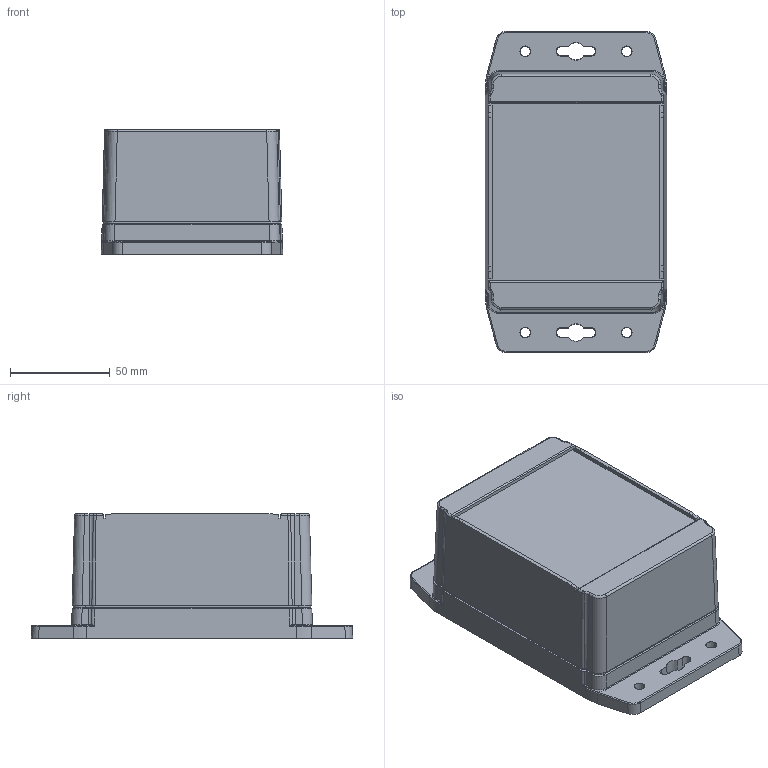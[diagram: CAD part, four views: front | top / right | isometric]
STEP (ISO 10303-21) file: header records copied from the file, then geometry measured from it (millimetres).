
FILE_DESCRIPTION(/* description */ (''),/* implementation_level */ '2;1');
FILE_NAME(/* name */ '1555FF42.iam.stp',/* time_stamp */ '2016-01-06T07:40:12-05:00',/* author */ ('rboehler'),/* organization */ (''),/* preprocessor_version */ 'ST-DEVELOPER v16.1',/* originating_system */ 'Autodesk Inventor 2016',/* authorisation */ '');
FILE_SCHEMA (('AUTOMOTIVE_DESIGN { 1 0 10303 214 3 1 1 }'));
Products named in the file (5): 1555FF LID; 1555FF42 BOX; SC576 (screw M4-0.7X 20mm PN); IN-M4 (insert M4-0.7X5.75mm SS); 1555FF42
Assembly tree (10 placements, depth 2):
  1555FF42
    1555FF LID
    1555FF42 BOX
    SC576 (screw M4-0.7X 20mm PN)  x4
    IN-M4 (insert M4-0.7X5.75mm SS)  x4
Bounding box: 90.79 x 160.79 x 62.5 mm (x, y, z)
Volume: 171924.7 mm3; surface area: 118108.6 mm2
Topology: 10 solids, 10 shells, 1362 faces, 3390 edges, 2119 vertices
Faces by surface type: plane 629, cylinder 251, cone 198, bspline 160, sphere 64, torus 60
Full cylindrical faces by diameter (mm): 3.251 x4, 3.43 x4, 3.5 x4, 3.88 x4, 5.334 x4, 5.537 x8, 6.35 x8, 8.5 x4
Entity records: 39009 total; most frequent: CARTESIAN_POINT 10711, ORIENTED_EDGE 5862, DIRECTION 5634, EDGE_CURVE 2931, AXIS2_PLACEMENT_3D 1999, VERTEX_POINT 1884, LINE 1636, VECTOR 1636
